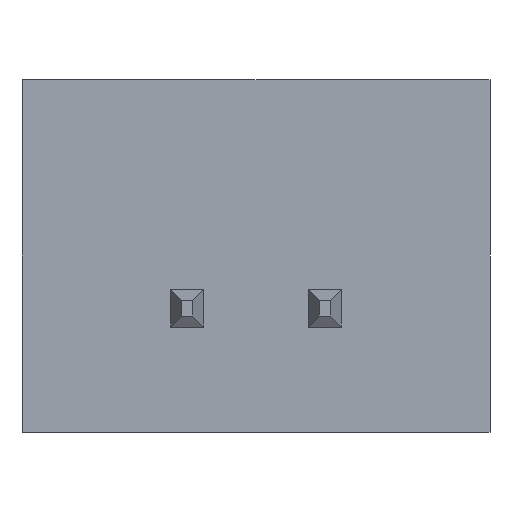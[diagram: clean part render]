
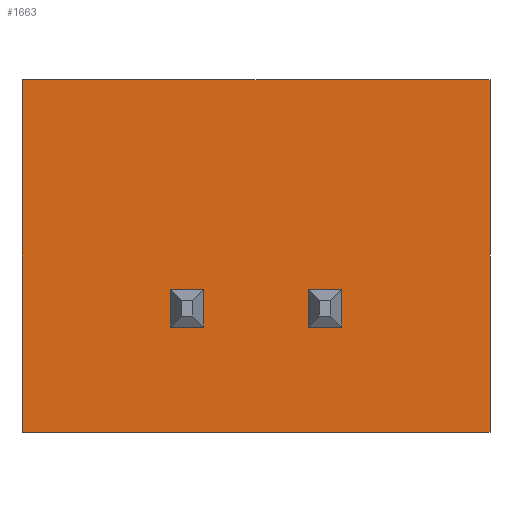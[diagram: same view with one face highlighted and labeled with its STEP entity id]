
A CAD part, front view. The second image highlights one B-rep face of the part: STEP entity #1663.
In plain terms, the highlighted planar face has unit normal (0, -1, 0).
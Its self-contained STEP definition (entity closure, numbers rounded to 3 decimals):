
#329=DIRECTION('',(-1.,0.,0.));
#330=VECTOR('',#329,4.25);
#331=CARTESIAN_POINT('',(2.125,-2.1,-1.6));
#332=LINE('694',#331,#330);
#333=DIRECTION('',(0.,0.,-1.));
#334=VECTOR('',#333,3.2);
#335=CARTESIAN_POINT('',(2.125,-2.1,1.6));
#336=LINE('786',#335,#334);
#341=DIRECTION('',(0.,0.,-1.));
#342=VECTOR('',#341,3.2);
#343=CARTESIAN_POINT('',(-2.125,-2.1,1.6));
#344=LINE('791',#343,#342);
#453=DIRECTION('',(-1.,0.,0.));
#454=VECTOR('',#453,4.25);
#455=CARTESIAN_POINT('',(2.125,-2.1,1.6));
#456=LINE('822',#455,#454);
#473=DIRECTION('',(0.,0.,-1.));
#474=VECTOR('',#473,0.34);
#475=CARTESIAN_POINT('',(-0.475,-2.1,-0.305));
#476=LINE('792',#475,#474);
#477=DIRECTION('',(-1.,0.,0.));
#478=VECTOR('',#477,0.3);
#479=CARTESIAN_POINT('',(-0.475,-2.1,-0.645));
#480=LINE('795',#479,#478);
#485=DIRECTION('',(0.,0.,1.));
#486=VECTOR('',#485,0.34);
#487=CARTESIAN_POINT('',(-0.775,-2.1,-0.645));
#488=LINE('794',#487,#486);
#493=DIRECTION('',(1.,0.,0.));
#494=VECTOR('',#493,0.3);
#495=CARTESIAN_POINT('',(-0.775,-2.1,-0.305));
#496=LINE('793',#495,#494);
#553=DIRECTION('',(0.,0.,-1.));
#554=VECTOR('',#553,0.34);
#555=CARTESIAN_POINT('',(0.775,-2.1,-0.305));
#556=LINE('796',#555,#554);
#557=DIRECTION('',(-1.,0.,0.));
#558=VECTOR('',#557,0.3);
#559=CARTESIAN_POINT('',(0.775,-2.1,-0.645));
#560=LINE('799',#559,#558);
#565=DIRECTION('',(0.,0.,1.));
#566=VECTOR('',#565,0.34);
#567=CARTESIAN_POINT('',(0.475,-2.1,-0.645));
#568=LINE('798',#567,#566);
#573=DIRECTION('',(1.,0.,0.));
#574=VECTOR('',#573,0.3);
#575=CARTESIAN_POINT('',(0.475,-2.1,-0.305));
#576=LINE('797',#575,#574);
#817=CARTESIAN_POINT('',(-2.125,-2.1,-1.6));
#818=VERTEX_POINT('',#817);
#819=CARTESIAN_POINT('',(2.125,-2.1,-1.6));
#820=VERTEX_POINT('',#819);
#959=CARTESIAN_POINT('',(2.125,-2.1,1.6));
#960=VERTEX_POINT('',#959);
#965=CARTESIAN_POINT('',(-2.125,-2.1,1.6));
#966=VERTEX_POINT('',#965);
#967=CARTESIAN_POINT('',(-0.475,-2.1,-0.305));
#968=CARTESIAN_POINT('',(-0.475,-2.1,-0.645));
#969=VERTEX_POINT('',#967);
#970=VERTEX_POINT('',#968);
#971=CARTESIAN_POINT('',(-0.775,-2.1,-0.305));
#972=VERTEX_POINT('',#971);
#973=CARTESIAN_POINT('',(-0.775,-2.1,-0.645));
#974=VERTEX_POINT('',#973);
#975=CARTESIAN_POINT('',(0.775,-2.1,-0.305));
#976=CARTESIAN_POINT('',(0.775,-2.1,-0.645));
#977=VERTEX_POINT('',#975);
#978=VERTEX_POINT('',#976);
#979=CARTESIAN_POINT('',(0.475,-2.1,-0.305));
#980=VERTEX_POINT('',#979);
#981=CARTESIAN_POINT('',(0.475,-2.1,-0.645));
#982=VERTEX_POINT('',#981);
#1630=CARTESIAN_POINT('',(0.,-2.1,0.));
#1631=DIRECTION('',(0.,1.,0.));
#1632=DIRECTION('',(1.,0.,0.));
#1633=AXIS2_PLACEMENT_3D('',#1630,#1631,#1632);
#1634=PLANE('921',#1633);
#1635=ORIENTED_EDGE('694',*,*,#1082,.T.);
#1637=ORIENTED_EDGE('791',*,*,#1636,.F.);
#1639=ORIENTED_EDGE('822',*,*,#1638,.F.);
#1640=ORIENTED_EDGE('786',*,*,#1595,.T.);
#1641=EDGE_LOOP('921',(#1635,#1637,#1639,#1640));
#1642=FACE_OUTER_BOUND('921',#1641,.F.);
#1644=ORIENTED_EDGE('792',*,*,#1643,.F.);
#1646=ORIENTED_EDGE('793',*,*,#1645,.F.);
#1648=ORIENTED_EDGE('794',*,*,#1647,.F.);
#1650=ORIENTED_EDGE('795',*,*,#1649,.F.);
#1651=EDGE_LOOP('921',(#1644,#1646,#1648,#1650));
#1652=FACE_BOUND('921',#1651,.F.);
#1654=ORIENTED_EDGE('796',*,*,#1653,.F.);
#1656=ORIENTED_EDGE('797',*,*,#1655,.F.);
#1658=ORIENTED_EDGE('798',*,*,#1657,.F.);
#1660=ORIENTED_EDGE('799',*,*,#1659,.F.);
#1661=EDGE_LOOP('921',(#1654,#1656,#1658,#1660));
#1662=FACE_BOUND('921',#1661,.F.);
#1663=ADVANCED_FACE('921',(#1642,#1652,#1662),#1634,.F.);
#1082=EDGE_CURVE('694',#820,#818,#332,.T.);
#1595=EDGE_CURVE('786',#960,#820,#336,.T.);
#1636=EDGE_CURVE('791',#966,#818,#344,.T.);
#1638=EDGE_CURVE('822',#960,#966,#456,.T.);
#1643=EDGE_CURVE('792',#969,#970,#476,.T.);
#1645=EDGE_CURVE('793',#972,#969,#496,.T.);
#1647=EDGE_CURVE('794',#974,#972,#488,.T.);
#1649=EDGE_CURVE('795',#970,#974,#480,.T.);
#1653=EDGE_CURVE('796',#977,#978,#556,.T.);
#1655=EDGE_CURVE('797',#980,#977,#576,.T.);
#1657=EDGE_CURVE('798',#982,#980,#568,.T.);
#1659=EDGE_CURVE('799',#978,#982,#560,.T.);
